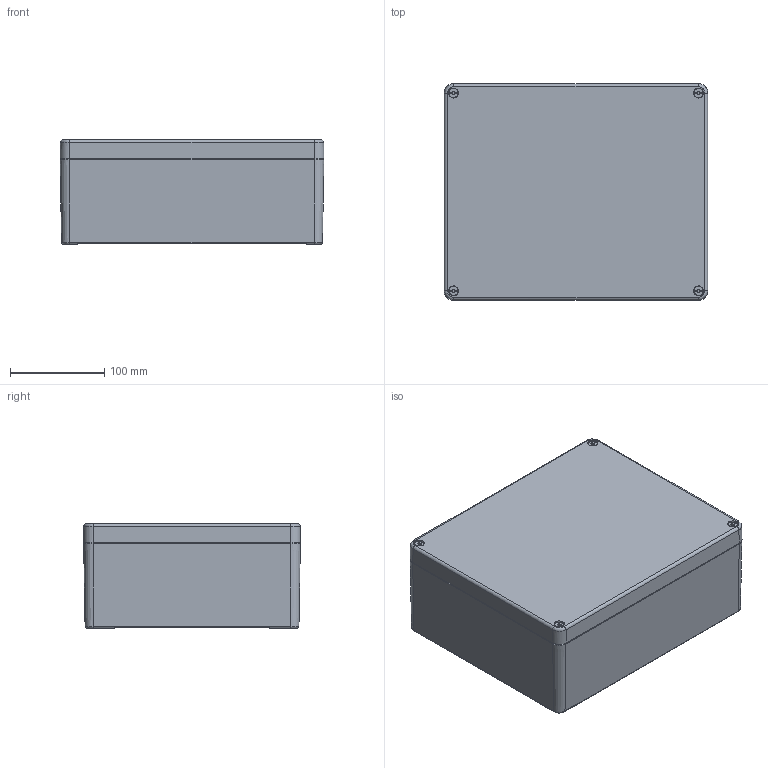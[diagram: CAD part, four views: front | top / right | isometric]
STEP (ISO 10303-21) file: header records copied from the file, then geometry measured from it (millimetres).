
FILE_DESCRIPTION(('CATIA V5R24 STEP','CAx-IF Rec.Pracs.--- Model Styling and Organization---1.2---2011-12-15'),'2;1');
FILE_NAME ('D1465037_0', '2018-04-12T12:40:59+00:00', ('Weidmueller Interface'), ('Weidmueller'), 'CATIA Version 5-6 Release 2014 SP4 HF52', 'CATIA V5 STEP AP214', 'none');
FILE_SCHEMA(('AUTOMOTIVE_DESIGN { 1 0 10303 214 1 1 1 1 }'));
Length unit declared in the file: millimetre
Products named in the file (1): _K71_Zusammenbau
Bounding box: 280 x 230 x 111 mm (x, y, z)
Volume: 1147783.4 mm3; surface area: 520662.1 mm2
Topology: 9 solids, 9 shells, 950 faces, 2322 edges, 1462 vertices
Faces by surface type: plane 405, cylinder 261, cone 154, torus 98, bspline 16, sphere 16
Entity records: 30862 total; most frequent: CARTESIAN_POINT 8878, ORIENTED_EDGE 4612, DIRECTION 3638, EDGE_CURVE 2306, AXIS2_PLACEMENT_3D 1670, VERTEX_POINT 1462, VECTOR 1195, LINE 1195
